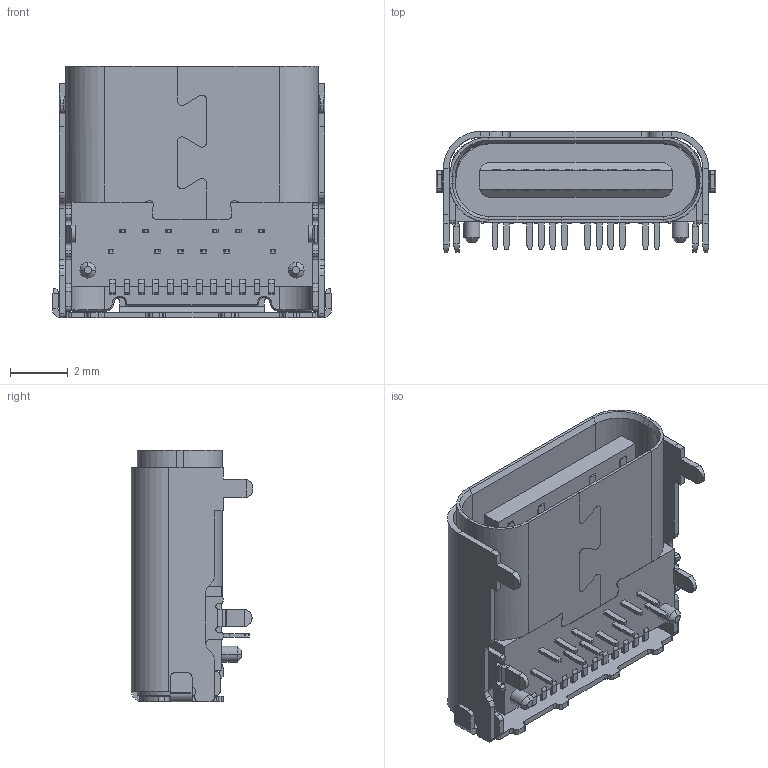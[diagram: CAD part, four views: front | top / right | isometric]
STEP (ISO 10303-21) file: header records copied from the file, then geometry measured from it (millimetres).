
FILE_DESCRIPTION(('STEP AP214'),'1');
FILE_NAME('10137062-00021lf.stp','2019-11-14T16:19:22',('TraceParts'),('TraceParts S.A.'),'Spatial InterOp 3D',' ',' ');
FILE_SCHEMA(('AUTOMOTIVE_DESIGN { 1 0 10303 214 1 1 1 1 }'));
Length unit declared in the file: millimetre
Products named in the file (1): 10137062C
Bounding box: 9.65 x 4.2 x 8.7 mm (x, y, z)
Volume: 141.3 mm3; surface area: 747.6 mm2
Topology: 2 solids, 2 shells, 891 faces, 2460 edges, 1578 vertices
Faces by surface type: plane 589, cylinder 278, cone 20, bspline 4
Entity records: 28482 total; most frequent: CARTESIAN_POINT 5399, ORIENTED_EDGE 4920, DIRECTION 4739, EDGE_CURVE 2460, LINE 1831, VECTOR 1831, VERTEX_POINT 1578, AXIS2_PLACEMENT_3D 1454
